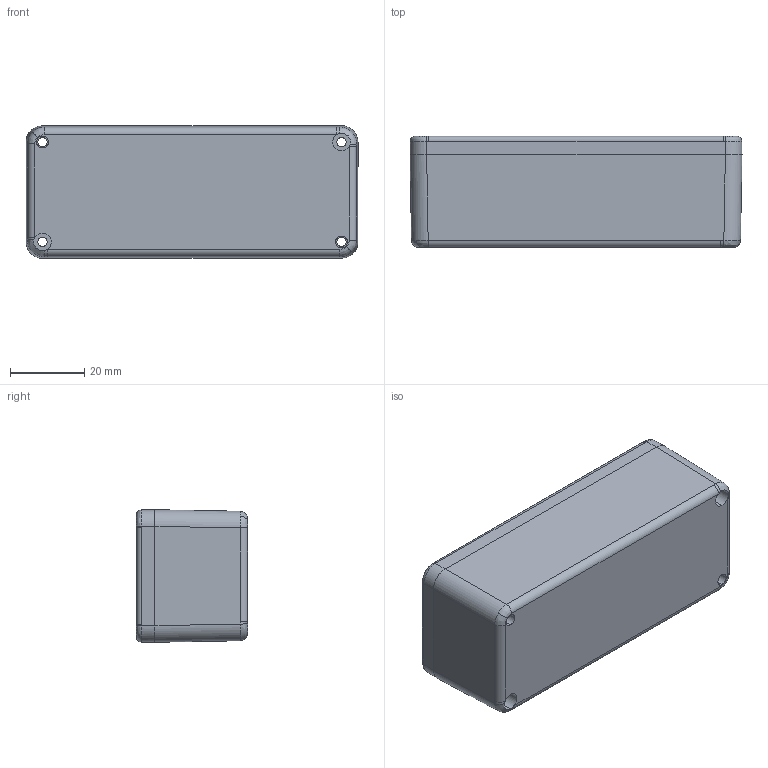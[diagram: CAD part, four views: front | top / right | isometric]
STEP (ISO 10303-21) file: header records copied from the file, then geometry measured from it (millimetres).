
FILE_DESCRIPTION (( 'STEP AP214' ), '1' );
FILE_NAME ('G102.STEP', '2009-11-20T03:34:37', ( 'NEF User' ), ( 'NEF User' ), 'SwSTEP 2.0', 'SolidWorks 2009', '' );
FILE_SCHEMA (( 'AUTOMOTIVE_DESIGN' ));
Length unit declared in the file: millimetre
Products named in the file (3): G102-COVER; G102-BASE; G102
Assembly tree (2 placements, depth 2):
  G102
    G102-BASE
    G102-COVER
Bounding box: 89.7 x 30 x 35.8 mm (x, y, z)
Volume: 37607.7 mm3; surface area: 27851.5 mm2
Topology: 2 solids, 2 shells, 225 faces, 604 edges, 388 vertices
Faces by surface type: plane 81, cone 69, cylinder 49, bspline 26
Entity records: 7850 total; most frequent: CARTESIAN_POINT 2036, DIRECTION 1228, ORIENTED_EDGE 1208, EDGE_CURVE 604, AXIS2_PLACEMENT_3D 456, VERTEX_POINT 388, VECTOR 316, LINE 316
